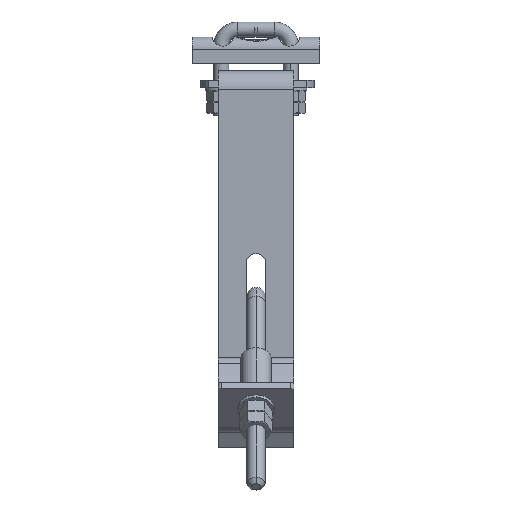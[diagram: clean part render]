
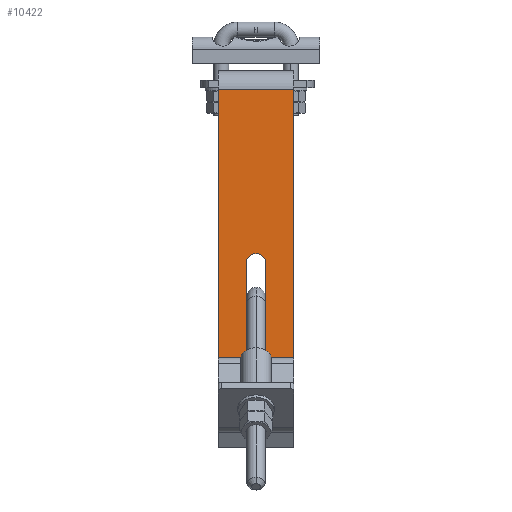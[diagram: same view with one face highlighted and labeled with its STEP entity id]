
A CAD part, left-side view. The second image highlights one B-rep face of the part: STEP entity #10422.
In plain terms, the highlighted planar face has unit normal (-1, 0, 0).
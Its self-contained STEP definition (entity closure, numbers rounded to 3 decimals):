
#290 = CARTESIAN_POINT ( 'NONE',  ( -35., 6.156, 40.128 ) ) ;
#375 = CARTESIAN_POINT ( 'NONE',  ( -35., -2.021, 44.192 ) ) ;
#417 = LINE ( 'NONE', #5533, #15184 ) ;
#502 = DIRECTION ( 'NONE',  ( 0., 0., -1. ) ) ;
#725 = DIRECTION ( 'NONE',  ( 0., 0., 1. ) ) ;
#1042 = VERTEX_POINT ( 'NONE', #11910 ) ;
#1074 = ORIENTED_EDGE ( 'NONE', *, *, #10914, .T. ) ;
#1642 = CARTESIAN_POINT ( 'NONE',  ( -35., -4.979, 42.199 ) ) ;
#1672 = DIRECTION ( 'NONE',  ( 1., 0., 0. ) ) ;
#1688 = LINE ( 'NONE', #8155, #2356 ) ;
#1731 = CARTESIAN_POINT ( 'NONE',  ( -35., -1.323, 44.378 ) ) ;
#1788 = ORIENTED_EDGE ( 'NONE', *, *, #10662, .F. ) ;
#1961 = CARTESIAN_POINT ( 'NONE',  ( -35., 6.5, 38. ) ) ;
#2356 = VECTOR ( 'NONE', #502, 1000. ) ;
#2593 = DIRECTION ( 'NONE',  ( 0., -1., 0. ) ) ;
#2810 = CARTESIAN_POINT ( 'NONE',  ( -35., 5.537, 41.431 ) ) ;
#2844 = ORIENTED_EDGE ( 'NONE', *, *, #12187, .T. ) ;
#2887 = CARTESIAN_POINT ( 'NONE',  ( -35., 0.114, 44.512 ) ) ;
#2971 = VERTEX_POINT ( 'NONE', #6216 ) ;
#3779 = VECTOR ( 'NONE', #11269, 1000. ) ;
#4254 = CARTESIAN_POINT ( 'NONE',  ( -35., -6.5, 38. ) ) ;
#4442 = CARTESIAN_POINT ( 'NONE',  ( -35., -6.5, 38. ) ) ;
#4957 = DIRECTION ( 'NONE',  ( 0., -1., 0. ) ) ;
#4998 = CARTESIAN_POINT ( 'NONE',  ( -35., 25., 159. ) ) ;
#5227 = EDGE_CURVE ( 'NONE', #12272, #13336, #8834, .T. ) ;
#5328 = CARTESIAN_POINT ( 'NONE',  ( -35., -0.608, 44.485 ) ) ;
#5493 = CARTESIAN_POINT ( 'NONE',  ( -35., -6.3, 39.654 ) ) ;
#5533 = CARTESIAN_POINT ( 'NONE',  ( -35., 25., -24.029 ) ) ;
#5833 = CARTESIAN_POINT ( 'NONE',  ( -35., -25., 159. ) ) ;
#6073 = LINE ( 'NONE', #5833, #8067 ) ;
#6216 = CARTESIAN_POINT ( 'NONE',  ( -35., 25., -24.029 ) ) ;
#6574 = CARTESIAN_POINT ( 'NONE',  ( -35., -3.334, 43.595 ) ) ;
#6838 = CARTESIAN_POINT ( 'NONE',  ( -35., -3.933, 43.192 ) ) ;
#7305 = VERTEX_POINT ( 'NONE', #14044 ) ;
#7387 = LINE ( 'NONE', #12536, #3779 ) ;
#7657 = DIRECTION ( 'NONE',  ( 0., 0., 1. ) ) ;
#7932 = CARTESIAN_POINT ( 'NONE',  ( -35., 4.646, 42.565 ) ) ;
#8013 = CARTESIAN_POINT ( 'NONE',  ( -35., -4.484, 42.725 ) ) ;
#8042 = PLANE ( 'NONE',  #11616 ) ;
#8067 = VECTOR ( 'NONE', #725, 1000. ) ;
#8109 = CARTESIAN_POINT ( 'NONE',  ( -35., 4.112, 43.052 ) ) ;
#8155 = CARTESIAN_POINT ( 'NONE',  ( -35., -6.5, 38. ) ) ;
#8195 = CARTESIAN_POINT ( 'NONE',  ( -35., 6.477, 38.721 ) ) ;
#8531 = VERTEX_POINT ( 'NONE', #1961 ) ;
#8668 = CARTESIAN_POINT ( 'NONE',  ( -35., 25., 153. ) ) ;
#8834 = LINE ( 'NONE', #8668, #13930 ) ;
#8910 = EDGE_CURVE ( 'NONE', #11694, #1042, #1688, .T. ) ;
#9063 = EDGE_CURVE ( 'NONE', #1042, #10826, #417, .T. ) ;
#9215 = CARTESIAN_POINT ( 'NONE',  ( -35., 6.353, 39.434 ) ) ;
#9292 = CARTESIAN_POINT ( 'NONE',  ( -35., -2.694, 43.93 ) ) ;
#9375 = CARTESIAN_POINT ( 'NONE',  ( -35., 6.5, 38. ) ) ;
#9851 = CARTESIAN_POINT ( 'NONE',  ( -35., -25., 153. ) ) ;
#10329 = FACE_OUTER_BOUND ( 'NONE', #16573, .T. ) ;
#10422 = ADVANCED_FACE ( 'NONE', ( #10329 ), #8042, .F. ) ;
#10442 = CARTESIAN_POINT ( 'NONE',  ( -35., -25., -24.029 ) ) ;
#10662 = EDGE_CURVE ( 'NONE', #2971, #12272, #12329, .T. ) ;
#10805 = CARTESIAN_POINT ( 'NONE',  ( -35., -5.781, 41. ) ) ;
#10826 = VERTEX_POINT ( 'NONE', #10442 ) ;
#10914 = EDGE_CURVE ( 'NONE', #7305, #8531, #11883, .T. ) ;
#11269 = DIRECTION ( 'NONE',  ( 0., -1., 0. ) ) ;
#11616 = AXIS2_PLACEMENT_3D ( 'NONE', #13210, #1672, #2593 ) ;
#11694 = VERTEX_POINT ( 'NONE', #4442 ) ;
#11735 = CARTESIAN_POINT ( 'NONE',  ( -35., -6.078, 40.342 ) ) ;
#11883 = LINE ( 'NONE', #15772, #15127 ) ;
#11905 = CARTESIAN_POINT ( 'NONE',  ( -35., 6.492, 38.24 ) ) ;
#11910 = CARTESIAN_POINT ( 'NONE',  ( -35., -6.5, -24.029 ) ) ;
#11977 = EDGE_CURVE ( 'NONE', #10826, #13336, #6073, .T. ) ;
#11988 = CARTESIAN_POINT ( 'NONE',  ( -35., -6.444, 38.947 ) ) ;
#12187 = EDGE_CURVE ( 'NONE', #8531, #11694, #15739, .T. ) ;
#12272 = VERTEX_POINT ( 'NONE', #15098 ) ;
#12315 = ORIENTED_EDGE ( 'NONE', *, *, #5227, .F. ) ;
#12329 = LINE ( 'NONE', #4998, #15934 ) ;
#12417 = DIRECTION ( 'NONE',  ( 0., 0., 1. ) ) ;
#12536 = CARTESIAN_POINT ( 'NONE',  ( -35., 25., -24.029 ) ) ;
#12709 = ORIENTED_EDGE ( 'NONE', *, *, #9063, .T. ) ;
#13088 = CARTESIAN_POINT ( 'NONE',  ( -35., 3.527, 43.476 ) ) ;
#13175 = CARTESIAN_POINT ( 'NONE',  ( -35., -5.413, 41.622 ) ) ;
#13210 = CARTESIAN_POINT ( 'NONE',  ( -35., 25., 159. ) ) ;
#13266 = ORIENTED_EDGE ( 'NONE', *, *, #8910, .T. ) ;
#13336 = VERTEX_POINT ( 'NONE', #9851 ) ;
#13346 = CARTESIAN_POINT ( 'NONE',  ( -35., 5.123, 42.023 ) ) ;
#13421 = CARTESIAN_POINT ( 'NONE',  ( -35., -6.496, 38.391 ) ) ;
#13496 = ORIENTED_EDGE ( 'NONE', *, *, #13542, .T. ) ;
#13542 = EDGE_CURVE ( 'NONE', #2971, #7305, #7387, .T. ) ;
#13930 = VECTOR ( 'NONE', #4957, 1000. ) ;
#14044 = CARTESIAN_POINT ( 'NONE',  ( -35., 6.5, -24.029 ) ) ;
#14353 = CARTESIAN_POINT ( 'NONE',  ( -35., 5.882, 40.797 ) ) ;
#14518 = CARTESIAN_POINT ( 'NONE',  ( -35., 2.235, 44.118 ) ) ;
#14614 = CARTESIAN_POINT ( 'NONE',  ( -35., -6.499, 38.076 ) ) ;
#14774 = ORIENTED_EDGE ( 'NONE', *, *, #11977, .T. ) ;
#15098 = CARTESIAN_POINT ( 'NONE',  ( -35., 25., 153. ) ) ;
#15127 = VECTOR ( 'NONE', #7657, 1000. ) ;
#15184 = VECTOR ( 'NONE', #15836, 1000. ) ;
#15714 = CARTESIAN_POINT ( 'NONE',  ( -35., 2.899, 43.833 ) ) ;
#15739 = B_SPLINE_CURVE_WITH_KNOTS ( 'NONE', 3,
 ( #9375, #11905, #8195, #9215, #290, #14353, #2810, #13346, #7932, #8109, #13088, #15714, #14518, #15793, #15960, #2887, #5328, #1731, #375, #9292, #6574, #6838, #8013, #1642, #13175, #10805, #11735, #5493, #11988, #13421, #14614, #4254 ),
 .UNSPECIFIED., .F., .F.,
 ( 4, 1, 1, 1, 1, 1, 1, 1, 1, 1, 1, 1, 1, 1, 1, 1, 1, 1, 1, 1, 1, 1, 1, 1, 1, 1, 1, 1, 1, 4 ),
 ( 0., 0.035, 0.071, 0.106, 0.141, 0.177, 0.212, 0.247, 0.283, 0.318, 0.353, 0.388, 0.424, 0.459, 0.494, 0.53, 0.565, 0.6, 0.636, 0.671, 0.706, 0.742, 0.777, 0.812, 0.848, 0.883, 0.918, 0.954, 0.989, 1. ),
 .UNSPECIFIED. ) ;
#15772 = CARTESIAN_POINT ( 'NONE',  ( -35., 6.5, -24.029 ) ) ;
#15793 = CARTESIAN_POINT ( 'NONE',  ( -35., 1.544, 44.328 ) ) ;
#15836 = DIRECTION ( 'NONE',  ( 0., -1., 0. ) ) ;
#15934 = VECTOR ( 'NONE', #12417, 1000. ) ;
#15960 = CARTESIAN_POINT ( 'NONE',  ( -35., 0.834, 44.46 ) ) ;
#16573 = EDGE_LOOP ( 'NONE', ( #1074, #2844, #13266, #12709, #14774, #12315, #1788, #13496 ) ) ;
